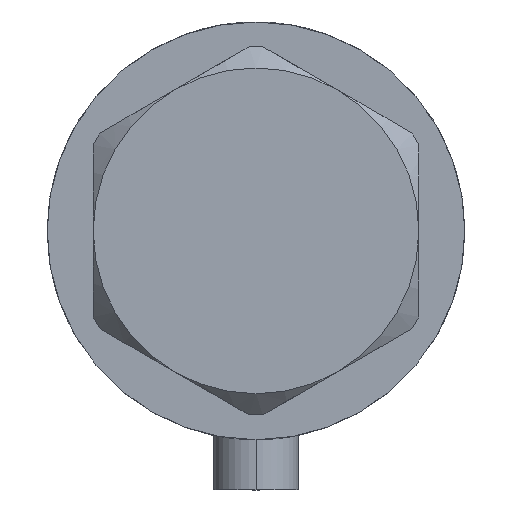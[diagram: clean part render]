
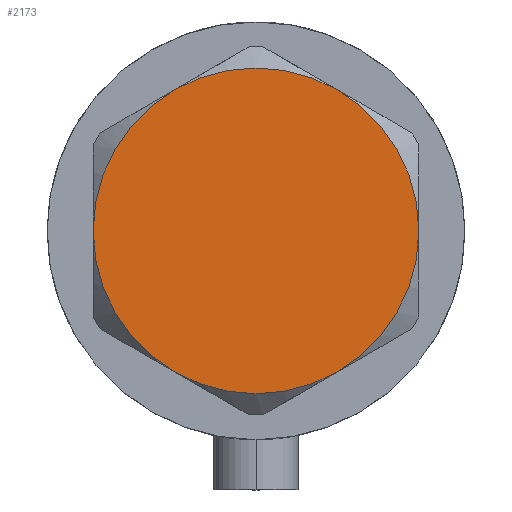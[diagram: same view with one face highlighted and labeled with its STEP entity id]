
A CAD part, left-side view. The second image highlights one B-rep face of the part: STEP entity #2173.
In plain terms, the highlighted face is planar.
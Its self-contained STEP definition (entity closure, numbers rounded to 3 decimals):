
#74 = DIRECTION ( 'NONE',  ( 1., 0., 0. ) ) ;
#267 = DIRECTION ( 'NONE',  ( 1., 0., 0. ) ) ;
#270 = VERTEX_POINT ( 'NONE', #3616 ) ;
#278 = DIRECTION ( 'NONE',  ( 0., 0., 1. ) ) ;
#326 = DIRECTION ( 'NONE',  ( 1., 0., 0. ) ) ;
#744 = EDGE_CURVE ( 'NONE', #4453, #4648, #3144, .T. ) ;
#974 = DIRECTION ( 'NONE',  ( 1., 0., 0. ) ) ;
#1109 = DIRECTION ( 'NONE',  ( 1., 0., 0. ) ) ;
#1212 = DIRECTION ( 'NONE',  ( 1., 0., 0. ) ) ;
#1313 = EDGE_CURVE ( 'NONE', #2296, #270, #3039, .T. ) ;
#1380 = AXIS2_PLACEMENT_3D ( 'NONE', #4299, #1992, #974 ) ;
#1397 = VERTEX_POINT ( 'NONE', #1605 ) ;
#1404 = CARTESIAN_POINT ( 'NONE',  ( 0., 0., 13. ) ) ;
#1452 = CIRCLE ( 'NONE', #4096, 23. ) ;
#1507 = EDGE_CURVE ( 'NONE', #4648, #4364, #4367, .T. ) ;
#1552 = ORIENTED_EDGE ( 'NONE', *, *, #3202, .T. ) ;
#1605 = CARTESIAN_POINT ( 'NONE',  ( -11.5, -19.919, 13. ) ) ;
#1882 = DIRECTION ( 'NONE',  ( 0., 0., 1. ) ) ;
#1903 = CARTESIAN_POINT ( 'NONE',  ( 0., 0., 13. ) ) ;
#1988 = ORIENTED_EDGE ( 'NONE', *, *, #1313, .T. ) ;
#1992 = DIRECTION ( 'NONE',  ( 0., 0., 1. ) ) ;
#1997 = CIRCLE ( 'NONE', #3464, 23. ) ;
#2150 = CARTESIAN_POINT ( 'NONE',  ( 0., 0., 13. ) ) ;
#2173 = ADVANCED_FACE ( 'NONE', ( #4664 ), #2361, .T. ) ;
#2186 = ORIENTED_EDGE ( 'NONE', *, *, #1507, .T. ) ;
#2296 = VERTEX_POINT ( 'NONE', #2910 ) ;
#2297 = CARTESIAN_POINT ( 'NONE',  ( 0., 0., 13. ) ) ;
#2361 = PLANE ( 'NONE',  #1380 ) ;
#2514 = CARTESIAN_POINT ( 'NONE',  ( -11.5, 19.919, 13. ) ) ;
#2631 = AXIS2_PLACEMENT_3D ( 'NONE', #4129, #3423, #1212 ) ;
#2730 = AXIS2_PLACEMENT_3D ( 'NONE', #1903, #1882, #74 ) ;
#2910 = CARTESIAN_POINT ( 'NONE',  ( 11.5, -19.919, 13. ) ) ;
#2948 = DIRECTION ( 'NONE',  ( 0., 0., 1. ) ) ;
#3039 = CIRCLE ( 'NONE', #4445, 23. ) ;
#3099 = CARTESIAN_POINT ( 'NONE',  ( -23., 0., 13. ) ) ;
#3144 = CIRCLE ( 'NONE', #3226, 23. ) ;
#3202 = EDGE_CURVE ( 'NONE', #270, #4453, #1997, .T. ) ;
#3226 = AXIS2_PLACEMENT_3D ( 'NONE', #2297, #3386, #1109 ) ;
#3293 = CARTESIAN_POINT ( 'NONE',  ( 11.5, 19.919, 13. ) ) ;
#3386 = DIRECTION ( 'NONE',  ( 0., 0., 1. ) ) ;
#3396 = CIRCLE ( 'NONE', #2631, 23. ) ;
#3423 = DIRECTION ( 'NONE',  ( 0., 0., 1. ) ) ;
#3464 = AXIS2_PLACEMENT_3D ( 'NONE', #3602, #4358, #267 ) ;
#3516 = EDGE_LOOP ( 'NONE', ( #1988, #1552, #4321, #2186, #3617, #4336 ) ) ;
#3602 = CARTESIAN_POINT ( 'NONE',  ( 0., 0., 13. ) ) ;
#3616 = CARTESIAN_POINT ( 'NONE',  ( 23., 0., 13. ) ) ;
#3617 = ORIENTED_EDGE ( 'NONE', *, *, #4133, .T. ) ;
#3800 = EDGE_CURVE ( 'NONE', #1397, #2296, #1452, .T. ) ;
#4096 = AXIS2_PLACEMENT_3D ( 'NONE', #1404, #278, #4680 ) ;
#4129 = CARTESIAN_POINT ( 'NONE',  ( 0., 0., 13. ) ) ;
#4133 = EDGE_CURVE ( 'NONE', #4364, #1397, #3396, .T. ) ;
#4299 = CARTESIAN_POINT ( 'NONE',  ( 0., 0., 13. ) ) ;
#4321 = ORIENTED_EDGE ( 'NONE', *, *, #744, .T. ) ;
#4336 = ORIENTED_EDGE ( 'NONE', *, *, #3800, .T. ) ;
#4358 = DIRECTION ( 'NONE',  ( 0., 0., 1. ) ) ;
#4364 = VERTEX_POINT ( 'NONE', #3099 ) ;
#4367 = CIRCLE ( 'NONE', #2730, 23. ) ;
#4445 = AXIS2_PLACEMENT_3D ( 'NONE', #2150, #2948, #326 ) ;
#4453 = VERTEX_POINT ( 'NONE', #3293 ) ;
#4648 = VERTEX_POINT ( 'NONE', #2514 ) ;
#4664 = FACE_OUTER_BOUND ( 'NONE', #3516, .T. ) ;
#4680 = DIRECTION ( 'NONE',  ( 1., 0., 0. ) ) ;
